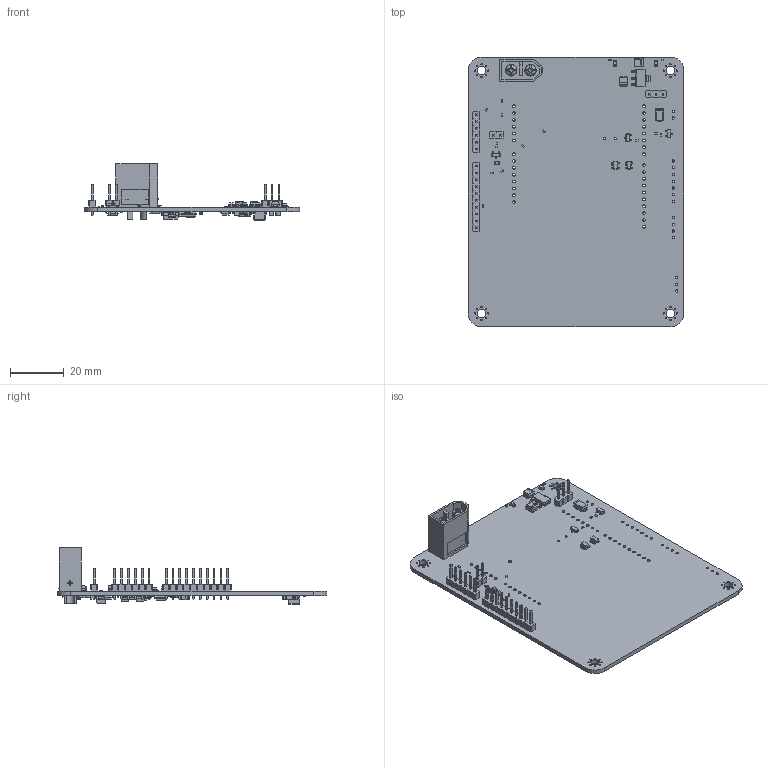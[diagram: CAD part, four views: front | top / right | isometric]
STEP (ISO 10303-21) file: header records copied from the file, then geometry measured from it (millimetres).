
FILE_DESCRIPTION(('KiCad electronic assembly'),'2;1');
FILE_NAME('NuBiHo_atmega328P.step','2025-05-27T02:11:33',('Pcbnew'),( 'Kicad'),'Open CASCADE STEP processor 7.8','KiCad to STEP converter' ,'Unknown');
FILE_SCHEMA(('AUTOMOTIVE_DESIGN { 1 0 10303 214 1 1 1 1 }'));
Length unit declared in the file: millimetre
Products named in the file (48): NuBiHo_atmega328P 1; R_0402_1005Metric; PinHeader_1x02_P2.54mm_Vertical; PinHeader_1x02_P254mm_Vertical; LED_0805_2012Metric; SOT-23-5; SOT_23_5; C_0402_1005Metric; SOT-23; SOT_23; CP_EIA-3528-21_Kemet-B; CP_EIA_3528_21_Kemet_B; PinHeader_1x10_P2.54mm_Vertical; PinHeader_1x10_P254mm_Vertical; SOT-223; SOT_223; PinHeader_1x03_P2.54mm_Vertical; PinHeader_1x03_P254mm_Vertical; PinHeader_1x06_P2.54mm_Vertical; PinHeader_1x06_P254mm_Vertical; AMASS_XT60-M_1x02_P7.2mm_Vertical; XT60 male v9; D_SMA; L_Coilcraft_XAL4030-XXX; CQ assembly; R_0603_1608Metric; C_1206_3216Metric; D_SOD-123; D_SOD_123; C_0805_2012Metric; C_0603_1608Metric; SSOP-8_2.95x2.8mm_P0.65mm; SSOP_8_295x28mm_P065mm; SOIC-8_3.9x4.9mm_P1.27mm; SOIC_8_39x49mm_P127mm; CP_EIA-6032-28_Kemet-C; CP_EIA_6032_28_Kemet_C; SOT-23-6; SOT_23_6; NuBiHo_atmega328P_PCB
Assembly tree (94 placements, depth 3):
  NuBiHo_atmega328P 1
    R_0402_1005Metric  x16
      R_0402_1005Metric
    PinHeader_1x02_P2.54mm_Vertical
      PinHeader_1x02_P254mm_Vertical
    LED_0805_2012Metric  x5
      LED_0805_2012Metric
    SOT-23-5  x2
      SOT_23_5
    C_0402_1005Metric  x9
      C_0402_1005Metric
    SOT-23  x3
      SOT_23
    CP_EIA-3528-21_Kemet-B  x4
      CP_EIA_3528_21_Kemet_B
    PinHeader_1x10_P2.54mm_Vertical
      PinHeader_1x10_P254mm_Vertical
    SOT-223  x2
      SOT_223
    PinHeader_1x03_P2.54mm_Vertical
      PinHeader_1x03_P254mm_Vertical
    PinHeader_1x06_P2.54mm_Vertical
      PinHeader_1x06_P254mm_Vertical
    AMASS_XT60-M_1x02_P7.2mm_Vertical
      XT60 male v9
    D_SMA
      D_SMA
    L_Coilcraft_XAL4030-XXX
      CQ assembly
    R_0603_1608Metric  x4
      R_0603_1608Metric
    C_1206_3216Metric  x4
      C_1206_3216Metric
    D_SOD-123
      D_SOD_123
    C_0805_2012Metric  x3
      C_0805_2012Metric
    C_0603_1608Metric  x4
      C_0603_1608Metric
    SSOP-8_2.95x2.8mm_P0.65mm  x2
      SSOP_8_295x28mm_P065mm
    SOIC-8_3.9x4.9mm_P1.27mm
      SOIC_8_39x49mm_P127mm
    CP_EIA-6032-28_Kemet-C
      CP_EIA_6032_28_Kemet_C
    SOT-23-6  x2
      SOT_23_6
    NuBiHo_atmega328P_PCB
Bounding box: 80 x 100 x 20.8 mm (x, y, z)
Volume: 14474.5 mm3; surface area: 21455.2 mm2
Topology: 75 solids, 75 shells, 3803 faces, 9706 edges, 6154 vertices
Faces by surface type: plane 2502, cylinder 877, bspline 416, cone 4, sphere 4
Full cylindrical faces by diameter (mm): 0.5 x34, 0.6 x1, 0.762 x2, 0.85 x16, 1 x53, 3 x2, 3.2 x4, 4.3 x4, 4.5 x2, 6 x2
Entity records: 71747 total; most frequent: CARTESIAN_POINT 13310, ORIENTED_EDGE 9708, DIRECTION 8918, EDGE_CURVE 4854, LINE 3770, VECTOR 3770, VERTEX_POINT 3058, AXIS2_PLACEMENT_3D 2574
